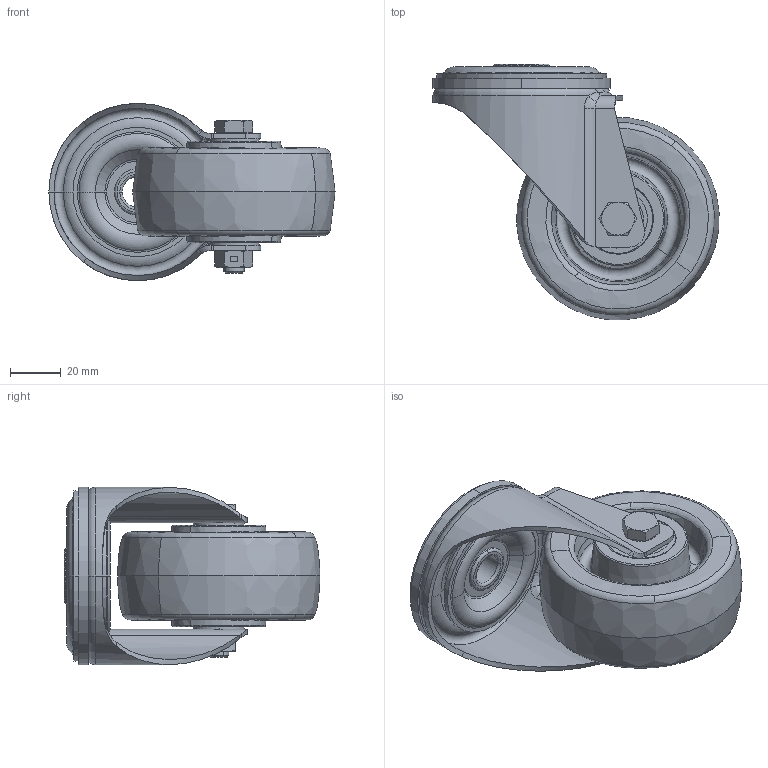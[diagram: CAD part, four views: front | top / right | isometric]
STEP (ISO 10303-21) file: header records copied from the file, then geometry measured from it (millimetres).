
FILE_DESCRIPTION (( 'STEP AP214' ), '1' );
FILE_NAME ('0056156.step', '2024-05-13T10:08:33', ( '' ), ( '' ), 'SwSTEP 2.0', 'SolidWorks 2020', '' );
FILE_SCHEMA (( 'AUTOMOTIVE_DESIGN' ));
Length unit declared in the file: millimetre
Products named in the file (1): 0056156
Bounding box: 112.92 x 100.92 x 70 mm (x, y, z)
Volume: 187663.9 mm3; surface area: 98862.8 mm2
Topology: 20 solids, 21 shells, 648 faces, 1545 edges, 952 vertices
Faces by surface type: torus 210, cylinder 123, cone 120, plane 119, bspline 76
Entity records: 30664 total; most frequent: CARTESIAN_POINT 8871, ORIENTED_EDGE 3090, DIRECTION 3006, EDGE_CURVE 1545, AXIS2_PLACEMENT_3D 1371, VERTEX_POINT 952, CIRCLE 798, EDGE_LOOP 705
